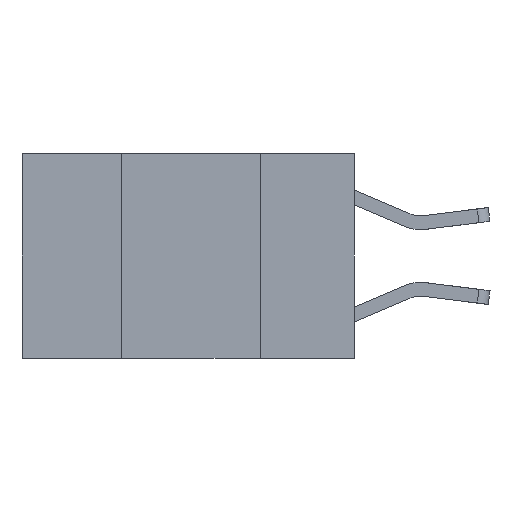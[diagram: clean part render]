
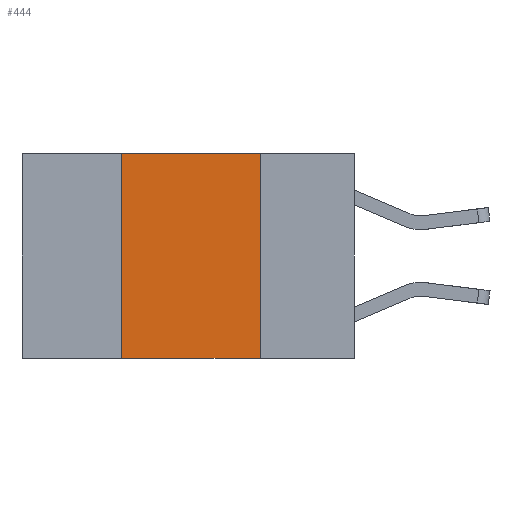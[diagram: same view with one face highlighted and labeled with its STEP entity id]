
A CAD part, left-side view. The second image highlights one B-rep face of the part: STEP entity #444.
In plain terms, the highlighted planar face has unit normal (-1, 0, 0).
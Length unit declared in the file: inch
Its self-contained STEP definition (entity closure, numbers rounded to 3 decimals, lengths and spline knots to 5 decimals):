
#293 = CARTESIAN_POINT ( 'NONE',  ( 0., 0.42, -0.37 ) ) ;
#423 = VERTEX_POINT ( 'NONE', #9220 ) ;
#444 = ADVANCED_FACE ( 'NONE', ( #10502 ), #1924, .F. ) ;
#616 = EDGE_CURVE ( 'NONE', #9430, #5255, #6252, .T. ) ;
#1672 = AXIS2_PLACEMENT_3D ( 'NONE', #9925, #5777, #10162 ) ;
#1854 = CARTESIAN_POINT ( 'NONE',  ( 0., 0.17, -0.37 ) ) ;
#1924 = PLANE ( 'NONE',  #1672 ) ;
#1926 = DIRECTION ( 'NONE',  ( 0., -1., 0. ) ) ;
#2313 = LINE ( 'NONE', #4412, #4637 ) ;
#3224 = VERTEX_POINT ( 'NONE', #293 ) ;
#3528 = CARTESIAN_POINT ( 'NONE',  ( 0., 0.17, 0. ) ) ;
#4039 = LINE ( 'NONE', #5996, #10206 ) ;
#4412 = CARTESIAN_POINT ( 'NONE',  ( 0., 0.6, -0.37 ) ) ;
#4637 = VECTOR ( 'NONE', #9462, 39.37008 ) ;
#5255 = VERTEX_POINT ( 'NONE', #1854 ) ;
#5550 = VECTOR ( 'NONE', #1926, 39.37008 ) ;
#5777 = DIRECTION ( 'NONE',  ( 1., 0., 0. ) ) ;
#5996 = CARTESIAN_POINT ( 'NONE',  ( 0., 0.42, 0. ) ) ;
#6252 = LINE ( 'NONE', #3528, #10356 ) ;
#7123 = EDGE_CURVE ( 'NONE', #423, #9430, #9930, .T. ) ;
#7686 = DIRECTION ( 'NONE',  ( 0., 0., 1. ) ) ;
#7788 = ORIENTED_EDGE ( 'NONE', *, *, #616, .F. ) ;
#7981 = ORIENTED_EDGE ( 'NONE', *, *, #7123, .F. ) ;
#8090 = EDGE_LOOP ( 'NONE', ( #7788, #7981, #10540, #8337 ) ) ;
#8337 = ORIENTED_EDGE ( 'NONE', *, *, #10470, .T. ) ;
#8591 = DIRECTION ( 'NONE',  ( 0., 0., -1. ) ) ;
#8730 = CARTESIAN_POINT ( 'NONE',  ( 0., 0.6, 0. ) ) ;
#9220 = CARTESIAN_POINT ( 'NONE',  ( 0., 0.42, 0. ) ) ;
#9430 = VERTEX_POINT ( 'NONE', #10354 ) ;
#9462 = DIRECTION ( 'NONE',  ( 0., -1., 0. ) ) ;
#9925 = CARTESIAN_POINT ( 'NONE',  ( 0., 0.6, 0. ) ) ;
#9930 = LINE ( 'NONE', #8730, #5550 ) ;
#10162 = DIRECTION ( 'NONE',  ( 0., 0., -1. ) ) ;
#10206 = VECTOR ( 'NONE', #7686, 39.37008 ) ;
#10354 = CARTESIAN_POINT ( 'NONE',  ( 0., 0.17, 0. ) ) ;
#10356 = VECTOR ( 'NONE', #8591, 39.37008 ) ;
#10470 = EDGE_CURVE ( 'NONE', #3224, #5255, #2313, .T. ) ;
#10502 = FACE_OUTER_BOUND ( 'NONE', #8090, .T. ) ;
#10540 = ORIENTED_EDGE ( 'NONE', *, *, #11029, .F. ) ;
#11029 = EDGE_CURVE ( 'NONE', #3224, #423, #4039, .T. ) ;
